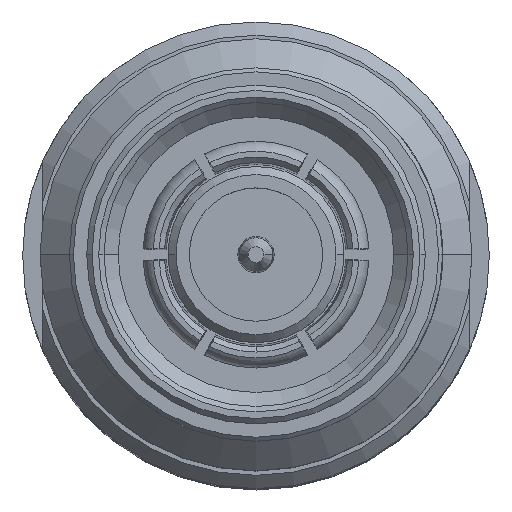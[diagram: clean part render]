
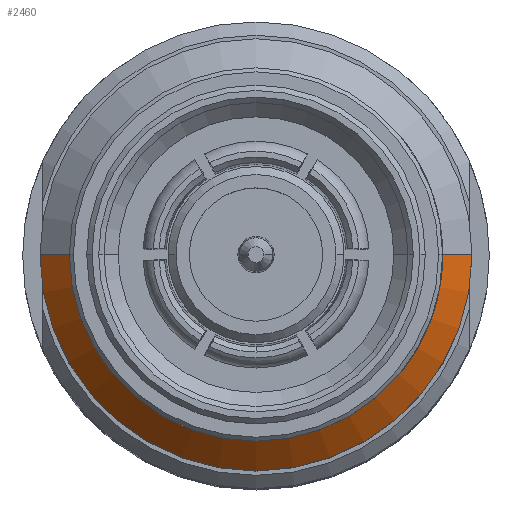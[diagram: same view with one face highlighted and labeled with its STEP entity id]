
A CAD part, top view. The second image highlights one B-rep face of the part: STEP entity #2460.
In plain terms, the highlighted conical face has half-angle 45 degrees and reference radius 8.1 mm.
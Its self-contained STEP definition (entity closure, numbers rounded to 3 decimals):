
#1115 = AXIS2_PLACEMENT_3D ( 'NONE', #5884, #16295, #7361 ) ;
#1199 = CARTESIAN_POINT ( 'NONE',  ( 8.1, 0., -5.7 ) ) ;
#1429 = CARTESIAN_POINT ( 'NONE',  ( -8.1, 0., -5.7 ) ) ;
#1881 = CARTESIAN_POINT ( 'NONE',  ( 8.1, 0., -5.7 ) ) ;
#2460 = ADVANCED_FACE ( 'NONE', ( #5122 ), #11181, .T. ) ;
#3073 = VERTEX_POINT ( 'NONE', #3383 ) ;
#3355 = EDGE_CURVE ( 'NONE', #3073, #10888, #4543, .T. ) ;
#3383 = CARTESIAN_POINT ( 'NONE',  ( -6.35, 0., -3.95 ) ) ;
#4417 = EDGE_LOOP ( 'NONE', ( #5563, #7861, #19223, #9886 ) ) ;
#4543 = CIRCLE ( 'NONE', #12954, 6.35 ) ;
#5122 = FACE_OUTER_BOUND ( 'NONE', #4417, .T. ) ;
#5472 = LINE ( 'NONE', #10887, #12942 ) ;
#5561 = AXIS2_PLACEMENT_3D ( 'NONE', #17935, #16430, #6206 ) ;
#5563 = ORIENTED_EDGE ( 'NONE', *, *, #17994, .F. ) ;
#5884 = CARTESIAN_POINT ( 'NONE',  ( 0., 0., -5.7 ) ) ;
#6180 = VECTOR ( 'NONE', #15311, 1000. ) ;
#6206 = DIRECTION ( 'NONE',  ( -1., 0., 0. ) ) ;
#6617 = LINE ( 'NONE', #1881, #6180 ) ;
#6766 = CIRCLE ( 'NONE', #1115, 8.1 ) ;
#7222 = DIRECTION ( 'NONE',  ( 0., 0., 1. ) ) ;
#7361 = DIRECTION ( 'NONE',  ( 1., 0., 0. ) ) ;
#7861 = ORIENTED_EDGE ( 'NONE', *, *, #3355, .F. ) ;
#9469 = EDGE_CURVE ( 'NONE', #3073, #12270, #5472, .T. ) ;
#9886 = ORIENTED_EDGE ( 'NONE', *, *, #12220, .T. ) ;
#10083 = VERTEX_POINT ( 'NONE', #1199 ) ;
#10887 = CARTESIAN_POINT ( 'NONE',  ( -8.1, 0., -5.7 ) ) ;
#10888 = VERTEX_POINT ( 'NONE', #14310 ) ;
#11181 = CONICAL_SURFACE ( 'NONE', #5561, 8.1, 0.785 ) ;
#12220 = EDGE_CURVE ( 'NONE', #12270, #10083, #6766, .T. ) ;
#12270 = VERTEX_POINT ( 'NONE', #1429 ) ;
#12388 = DIRECTION ( 'NONE',  ( -0.707, 0., -0.707 ) ) ;
#12942 = VECTOR ( 'NONE', #12388, 1000. ) ;
#12954 = AXIS2_PLACEMENT_3D ( 'NONE', #16162, #7222, #17666 ) ;
#14310 = CARTESIAN_POINT ( 'NONE',  ( 6.35, 0., -3.95 ) ) ;
#15311 = DIRECTION ( 'NONE',  ( 0.707, 0., -0.707 ) ) ;
#16162 = CARTESIAN_POINT ( 'NONE',  ( 0., 0., -3.95 ) ) ;
#16295 = DIRECTION ( 'NONE',  ( 0., 0., 1. ) ) ;
#16430 = DIRECTION ( 'NONE',  ( 0., 0., -1. ) ) ;
#17666 = DIRECTION ( 'NONE',  ( 1., 0., 0. ) ) ;
#17935 = CARTESIAN_POINT ( 'NONE',  ( 0., 0., -5.7 ) ) ;
#17994 = EDGE_CURVE ( 'NONE', #10888, #10083, #6617, .T. ) ;
#19223 = ORIENTED_EDGE ( 'NONE', *, *, #9469, .T. ) ;
